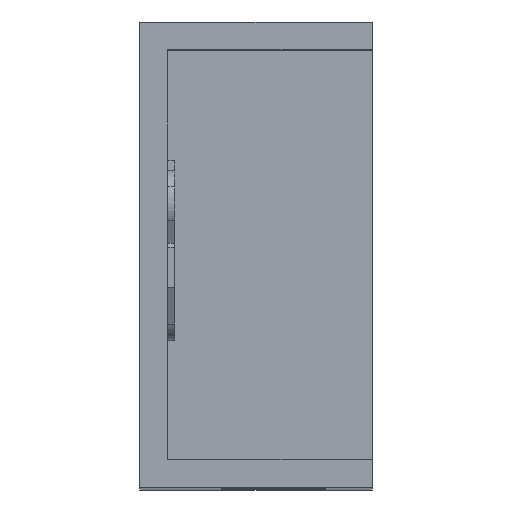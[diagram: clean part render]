
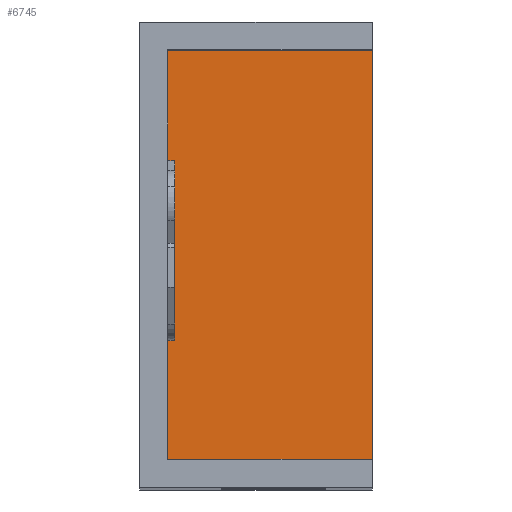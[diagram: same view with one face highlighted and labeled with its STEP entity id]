
A CAD part, top view. The second image highlights one B-rep face of the part: STEP entity #6745.
In plain terms, the highlighted planar face has unit normal (0, 0, 1).
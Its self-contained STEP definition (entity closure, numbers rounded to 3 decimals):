
#6745 = ADVANCED_FACE('',(#6746),#6760,.T.);
#6746 = FACE_BOUND('',#6747,.T.);
#6747 = EDGE_LOOP('',(#6748,#6783,#6811,#6839));
#6748 = ORIENTED_EDGE('',*,*,#6749,.T.);
#6749 = EDGE_CURVE('',#6750,#6752,#6754,.T.);
#6750 = VERTEX_POINT('',#6751);
#6751 = CARTESIAN_POINT('',(10.,-47.6,15.75));
#6752 = VERTEX_POINT('',#6753);
#6753 = CARTESIAN_POINT('',(30.,-47.6,15.75));
#6754 = SURFACE_CURVE('',#6755,(#6759,#6771),.PCURVE_S1.);
#6755 = LINE('',#6756,#6757);
#6756 = CARTESIAN_POINT('',(10.,-47.6,15.75));
#6757 = VECTOR('',#6758,1.);
#6758 = DIRECTION('',(1.,0.,0.));
#6759 = PCURVE('',#6760,#6765);
#6760 = PLANE('',#6761);
#6761 = AXIS2_PLACEMENT_3D('',#6762,#6763,#6764);
#6762 = CARTESIAN_POINT('',(10.,-47.6,15.75));
#6763 = DIRECTION('',(0.,0.,1.));
#6764 = DIRECTION('',(0.,1.,0.));
#6765 = DEFINITIONAL_REPRESENTATION('',(#6766),#6770);
#6766 = LINE('',#6767,#6768);
#6767 = CARTESIAN_POINT('',(0.,0.));
#6768 = VECTOR('',#6769,1.);
#6769 = DIRECTION('',(0.,-1.));
#6770 = ( GEOMETRIC_REPRESENTATION_CONTEXT(2) 
PARAMETRIC_REPRESENTATION_CONTEXT() REPRESENTATION_CONTEXT('2D SPACE',''
  ) );
#6771 = PCURVE('',#6772,#6777);
#6772 = PLANE('',#6773);
#6773 = AXIS2_PLACEMENT_3D('',#6774,#6775,#6776);
#6774 = CARTESIAN_POINT('',(10.,-47.6,13.35));
#6775 = DIRECTION('',(0.,-1.,0.));
#6776 = DIRECTION('',(0.,0.,1.));
#6777 = DEFINITIONAL_REPRESENTATION('',(#6778),#6782);
#6778 = LINE('',#6779,#6780);
#6779 = CARTESIAN_POINT('',(2.4,0.));
#6780 = VECTOR('',#6781,1.);
#6781 = DIRECTION('',(0.,-1.));
#6782 = ( GEOMETRIC_REPRESENTATION_CONTEXT(2) 
PARAMETRIC_REPRESENTATION_CONTEXT() REPRESENTATION_CONTEXT('2D SPACE',''
  ) );
#6783 = ORIENTED_EDGE('',*,*,#6784,.T.);
#6784 = EDGE_CURVE('',#6752,#6785,#6787,.T.);
#6785 = VERTEX_POINT('',#6786);
#6786 = CARTESIAN_POINT('',(30.,-12.4,15.75));
#6787 = SURFACE_CURVE('',#6788,(#6792,#6799),.PCURVE_S1.);
#6788 = LINE('',#6789,#6790);
#6789 = CARTESIAN_POINT('',(30.,-47.6,15.75));
#6790 = VECTOR('',#6791,1.);
#6791 = DIRECTION('',(0.,1.,0.));
#6792 = PCURVE('',#6760,#6793);
#6793 = DEFINITIONAL_REPRESENTATION('',(#6794),#6798);
#6794 = LINE('',#6795,#6796);
#6795 = CARTESIAN_POINT('',(0.,-20.));
#6796 = VECTOR('',#6797,1.);
#6797 = DIRECTION('',(1.,0.));
#6798 = ( GEOMETRIC_REPRESENTATION_CONTEXT(2) 
PARAMETRIC_REPRESENTATION_CONTEXT() REPRESENTATION_CONTEXT('2D SPACE',''
  ) );
#6799 = PCURVE('',#6800,#6805);
#6800 = PLANE('',#6801);
#6801 = AXIS2_PLACEMENT_3D('',#6802,#6803,#6804);
#6802 = CARTESIAN_POINT('',(30.,-30.,14.55));
#6803 = DIRECTION('',(1.,0.,0.));
#6804 = DIRECTION('',(0.,0.,1.));
#6805 = DEFINITIONAL_REPRESENTATION('',(#6806),#6810);
#6806 = LINE('',#6807,#6808);
#6807 = CARTESIAN_POINT('',(1.2,17.6));
#6808 = VECTOR('',#6809,1.);
#6809 = DIRECTION('',(0.,-1.));
#6810 = ( GEOMETRIC_REPRESENTATION_CONTEXT(2) 
PARAMETRIC_REPRESENTATION_CONTEXT() REPRESENTATION_CONTEXT('2D SPACE',''
  ) );
#6811 = ORIENTED_EDGE('',*,*,#6812,.F.);
#6812 = EDGE_CURVE('',#6813,#6785,#6815,.T.);
#6813 = VERTEX_POINT('',#6814);
#6814 = CARTESIAN_POINT('',(10.,-12.4,15.75));
#6815 = SURFACE_CURVE('',#6816,(#6820,#6827),.PCURVE_S1.);
#6816 = LINE('',#6817,#6818);
#6817 = CARTESIAN_POINT('',(10.,-12.4,15.75));
#6818 = VECTOR('',#6819,1.);
#6819 = DIRECTION('',(1.,0.,0.));
#6820 = PCURVE('',#6760,#6821);
#6821 = DEFINITIONAL_REPRESENTATION('',(#6822),#6826);
#6822 = LINE('',#6823,#6824);
#6823 = CARTESIAN_POINT('',(35.2,0.));
#6824 = VECTOR('',#6825,1.);
#6825 = DIRECTION('',(0.,-1.));
#6826 = ( GEOMETRIC_REPRESENTATION_CONTEXT(2) 
PARAMETRIC_REPRESENTATION_CONTEXT() REPRESENTATION_CONTEXT('2D SPACE',''
  ) );
#6827 = PCURVE('',#6828,#6833);
#6828 = PLANE('',#6829);
#6829 = AXIS2_PLACEMENT_3D('',#6830,#6831,#6832);
#6830 = CARTESIAN_POINT('',(10.,-12.4,15.75));
#6831 = DIRECTION('',(0.,1.,0.));
#6832 = DIRECTION('',(0.,0.,-1.));
#6833 = DEFINITIONAL_REPRESENTATION('',(#6834),#6838);
#6834 = LINE('',#6835,#6836);
#6835 = CARTESIAN_POINT('',(0.,0.));
#6836 = VECTOR('',#6837,1.);
#6837 = DIRECTION('',(0.,-1.));
#6838 = ( GEOMETRIC_REPRESENTATION_CONTEXT(2) 
PARAMETRIC_REPRESENTATION_CONTEXT() REPRESENTATION_CONTEXT('2D SPACE',''
  ) );
#6839 = ORIENTED_EDGE('',*,*,#6840,.F.);
#6840 = EDGE_CURVE('',#6750,#6813,#6841,.T.);
#6841 = SURFACE_CURVE('',#6842,(#6846,#6853),.PCURVE_S1.);
#6842 = LINE('',#6843,#6844);
#6843 = CARTESIAN_POINT('',(10.,-47.6,15.75));
#6844 = VECTOR('',#6845,1.);
#6845 = DIRECTION('',(0.,1.,0.));
#6846 = PCURVE('',#6760,#6847);
#6847 = DEFINITIONAL_REPRESENTATION('',(#6848),#6852);
#6848 = LINE('',#6849,#6850);
#6849 = CARTESIAN_POINT('',(0.,0.));
#6850 = VECTOR('',#6851,1.);
#6851 = DIRECTION('',(1.,0.));
#6852 = ( GEOMETRIC_REPRESENTATION_CONTEXT(2) 
PARAMETRIC_REPRESENTATION_CONTEXT() REPRESENTATION_CONTEXT('2D SPACE',''
  ) );
#6853 = PCURVE('',#6854,#6859);
#6854 = PLANE('',#6855);
#6855 = AXIS2_PLACEMENT_3D('',#6856,#6857,#6858);
#6856 = CARTESIAN_POINT('',(10.,-30.,14.55));
#6857 = DIRECTION('',(1.,0.,0.));
#6858 = DIRECTION('',(0.,0.,1.));
#6859 = DEFINITIONAL_REPRESENTATION('',(#6860),#6864);
#6860 = LINE('',#6861,#6862);
#6861 = CARTESIAN_POINT('',(1.2,17.6));
#6862 = VECTOR('',#6863,1.);
#6863 = DIRECTION('',(0.,-1.));
#6864 = ( GEOMETRIC_REPRESENTATION_CONTEXT(2) 
PARAMETRIC_REPRESENTATION_CONTEXT() REPRESENTATION_CONTEXT('2D SPACE',''
  ) );
